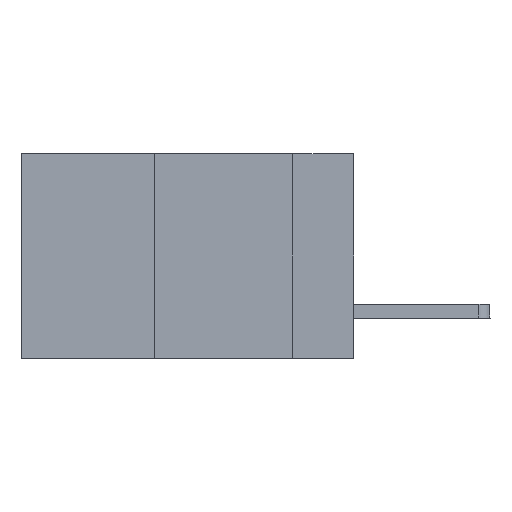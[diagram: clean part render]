
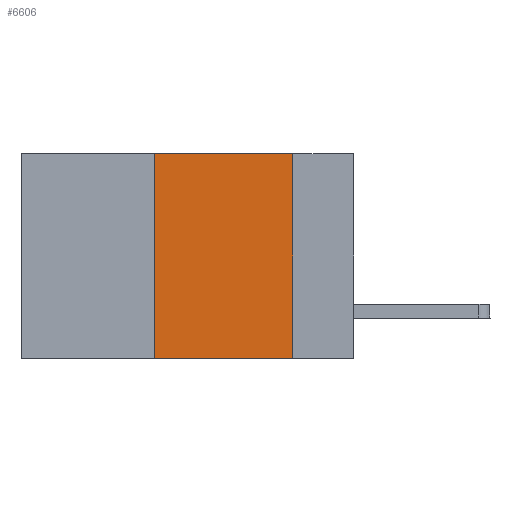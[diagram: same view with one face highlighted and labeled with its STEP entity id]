
A CAD part, left-side view. The second image highlights one B-rep face of the part: STEP entity #6606.
In plain terms, the highlighted planar face has unit normal (-1, 0, 0).
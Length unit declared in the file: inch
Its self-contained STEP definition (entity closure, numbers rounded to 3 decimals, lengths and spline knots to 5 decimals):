
#385 = VERTEX_POINT ( 'NONE', #14169 ) ;
#409 = EDGE_LOOP ( 'NONE', ( #1007, #1053, #1274, #1383 ) ) ;
#419 = EDGE_CURVE ( 'NONE', #14469, #6795, #10192, .T. ) ;
#480 = AXIS2_PLACEMENT_3D ( 'NONE', #14122, #4089, #12023 ) ;
#1007 = ORIENTED_EDGE ( 'NONE', *, *, #13535, .F. ) ;
#1053 = ORIENTED_EDGE ( 'NONE', *, *, #9283, .F. ) ;
#1274 = ORIENTED_EDGE ( 'NONE', *, *, #4229, .F. ) ;
#1383 = ORIENTED_EDGE ( 'NONE', *, *, #419, .T. ) ;
#2914 = LINE ( 'NONE', #4650, #14843 ) ;
#3545 = DIRECTION ( 'NONE',  ( 0., -1., 0. ) ) ;
#4089 = DIRECTION ( 'NONE',  ( 1., 0., 0. ) ) ;
#4115 = FACE_OUTER_BOUND ( 'NONE', #409, .T. ) ;
#4229 = EDGE_CURVE ( 'NONE', #14469, #6025, #2914, .T. ) ;
#4650 = CARTESIAN_POINT ( 'NONE',  ( 0., 0.36, 0. ) ) ;
#4703 = CARTESIAN_POINT ( 'NONE',  ( 0., 0.6, 0. ) ) ;
#5008 = DIRECTION ( 'NONE',  ( 0., 0., -1. ) ) ;
#5171 = LINE ( 'NONE', #4703, #7892 ) ;
#5401 = CARTESIAN_POINT ( 'NONE',  ( 0., 0.36, 0. ) ) ;
#5588 = CARTESIAN_POINT ( 'NONE',  ( 0., 0.11, -0.37 ) ) ;
#6025 = VERTEX_POINT ( 'NONE', #5401 ) ;
#6606 = ADVANCED_FACE ( 'NONE', ( #4115 ), #10897, .F. ) ;
#6795 = VERTEX_POINT ( 'NONE', #5588 ) ;
#7892 = VECTOR ( 'NONE', #3545, 39.37008 ) ;
#9283 = EDGE_CURVE ( 'NONE', #6025, #385, #5171, .T. ) ;
#10192 = LINE ( 'NONE', #13816, #10530 ) ;
#10530 = VECTOR ( 'NONE', #13874, 39.37008 ) ;
#10897 = PLANE ( 'NONE',  #480 ) ;
#11110 = LINE ( 'NONE', #11766, #13980 ) ;
#11766 = CARTESIAN_POINT ( 'NONE',  ( 0., 0.11, 0. ) ) ;
#12023 = DIRECTION ( 'NONE',  ( 0., 0., -1. ) ) ;
#12316 = CARTESIAN_POINT ( 'NONE',  ( 0., 0.36, -0.37 ) ) ;
#12548 = DIRECTION ( 'NONE',  ( 0., 0., 1. ) ) ;
#13535 = EDGE_CURVE ( 'NONE', #385, #6795, #11110, .T. ) ;
#13816 = CARTESIAN_POINT ( 'NONE',  ( 0., 0.6, -0.37 ) ) ;
#13874 = DIRECTION ( 'NONE',  ( 0., -1., 0. ) ) ;
#13980 = VECTOR ( 'NONE', #5008, 39.37008 ) ;
#14122 = CARTESIAN_POINT ( 'NONE',  ( 0., 0.6, 0. ) ) ;
#14169 = CARTESIAN_POINT ( 'NONE',  ( 0., 0.11, 0. ) ) ;
#14469 = VERTEX_POINT ( 'NONE', #12316 ) ;
#14843 = VECTOR ( 'NONE', #12548, 39.37008 ) ;
